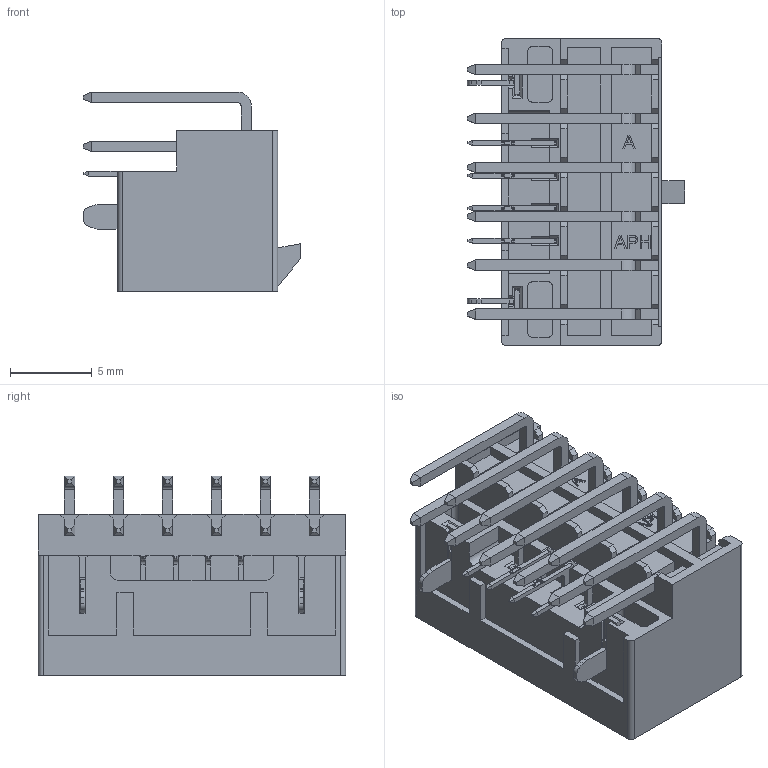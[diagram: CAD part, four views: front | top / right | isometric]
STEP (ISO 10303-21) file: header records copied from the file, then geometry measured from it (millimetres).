
FILE_DESCRIPTION((''),'2;1');
FILE_NAME('10164279-XXXXXX_SW0001','2023-07-21T17:13:00',('MGVipin'),('AFCI'),'CREO PARAMETRIC BY PTC INC, 2022281','CREO PARAMETRIC BY PTC INC, 2022281','');
FILE_SCHEMA(('CONFIG_CONTROL_DESIGN'));
Length unit declared in the file: millimetre
Products named in the file (1): 10164279-XXXXXX_SW0001
Bounding box: 13.31 x 18.85 x 12.24 mm (x, y, z)
Volume: 953.5 mm3; surface area: 2540.3 mm2
Topology: 1 solids, 7 shells, 1247 faces, 3294 edges, 2107 vertices
Faces by surface type: plane 1036, cylinder 196, extrusion 15
Entity records: 38785 total; most frequent: CARTESIAN_POINT 8229, ORIENTED_EDGE 6588, DIRECTION 5805, EDGE_CURVE 3294, VECTOR 2809, LINE 2794, VERTEX_POINT 2107, AXIS2_PLACEMENT_3D 1498
